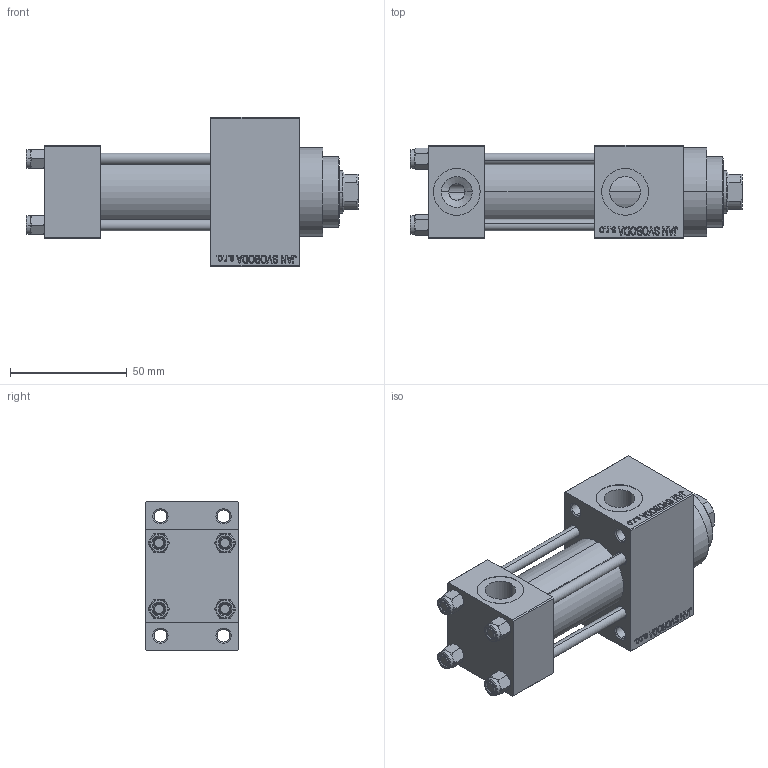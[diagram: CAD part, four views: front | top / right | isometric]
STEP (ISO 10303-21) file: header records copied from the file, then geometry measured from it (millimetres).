
FILE_DESCRIPTION (( 'STEP AP203' ), '1' );
FILE_NAME ('7723.STEP', '2025-05-26T14:37:29', ( '' ), ( '' ), 'SwSTEP 2.0', 'SolidWorks 2019', '' );
FILE_SCHEMA (( 'CONFIG_CONTROL_DESIGN' ));
Length unit declared in the file: millimetre
Products named in the file (6): V215_VC_A d21ec25ce40cbabfa3bc3a6adb067f8e; V215CR_D_Body d21ec25ce40cbabfa3bc3a6adb067f8e; NUT_M5_D d21ec25ce40cbabfa3bc3a6adb067f8e; V215CR_D_TYCINKA d21ec25ce40cbabfa3bc3a6adb067f8e; V215CR_VCP_D d21ec25ce40cbabfa3bc3a6adb067f8e; 7723
Assembly tree (11 placements, depth 2):
  7723
    V215CR_D_Body d21ec25ce40cbabfa3bc3a6adb067f8e
    V215CR_VCP_D d21ec25ce40cbabfa3bc3a6adb067f8e
    NUT_M5_D d21ec25ce40cbabfa3bc3a6adb067f8e  x4
    V215CR_D_TYCINKA d21ec25ce40cbabfa3bc3a6adb067f8e  x4
    V215_VC_A d21ec25ce40cbabfa3bc3a6adb067f8e
Bounding box: 142 x 40 x 64 mm (x, y, z)
Volume: 179231.7 mm3; surface area: 64709.5 mm2
Topology: 11 solids, 11 shells, 1099 faces, 2740 edges, 1773 vertices
Faces by surface type: plane 495, bspline 368, cone 142, cylinder 86, torus 8
Entity records: 47060 total; most frequent: CARTESIAN_POINT 25027, ORIENTED_EDGE 4972, DIRECTION 3168, EDGE_CURVE 2486, VERTEX_POINT 1629, LINE 1500, VECTOR 1500, EDGE_LOOP 1109
